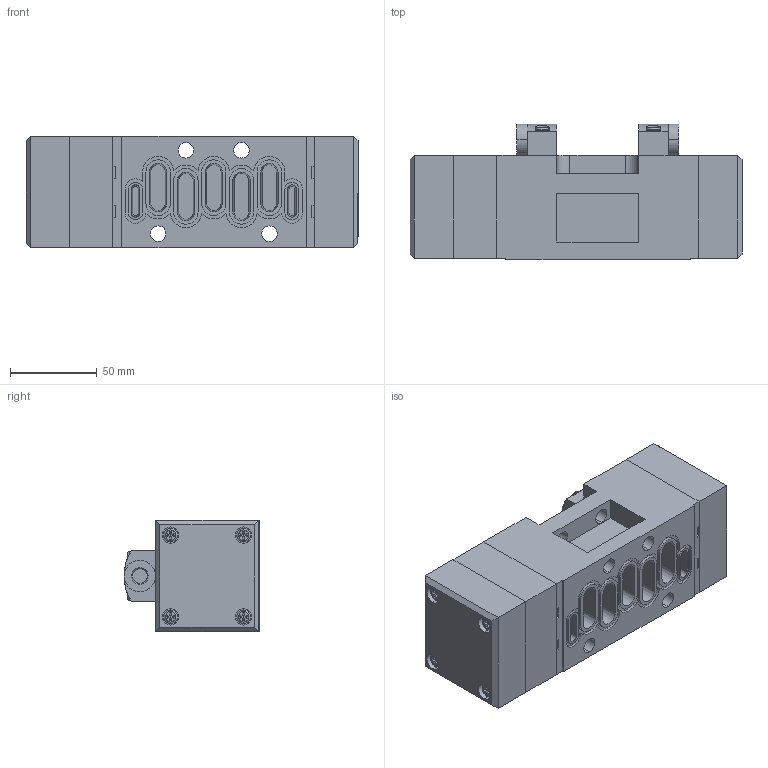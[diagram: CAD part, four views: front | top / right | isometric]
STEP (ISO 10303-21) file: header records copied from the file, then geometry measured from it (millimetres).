
FILE_DESCRIPTION (( 'STEP AP214' ), '1' );
FILE_NAME ('SIP633.STEP', '2019-09-05T08:06:15', ( 'yrd2' ), ( 'Hewlett-Packard Company' ), 'SwSTEP 2.0', 'SolidWorks 2008', '' );
FILE_SCHEMA (( 'AUTOMOTIVE_DESIGN' ));
Length unit declared in the file: millimetre
Products named in the file (5): SIP600 Body_ル遽; SIP600 Block Guide_ル遽; SIP600 Semi_ル遽; SIP600 Pilot_ル遽; SIP633
Assembly tree (6 placements, depth 2):
  SIP633
    SIP600 Body_ル遽
    SIP600 Block Guide_ル遽
    SIP600 Semi_ル遽  x2
    SIP600 Pilot_ル遽  x2
Bounding box: 191 x 78.1 x 64 mm (x, y, z)
Volume: 632936.1 mm3; surface area: 105178 mm2
Topology: 6 solids, 6 shells, 477 faces, 1178 edges, 772 vertices
Faces by surface type: plane 325, cylinder 110, torus 24, cone 18
Entity records: 9899 total; most frequent: CARTESIAN_POINT 1737, DIRECTION 1697, ORIENTED_EDGE 1616, EDGE_CURVE 808, LINE 581, VECTOR 581, AXIS2_PLACEMENT_3D 558, VERTEX_POINT 532
